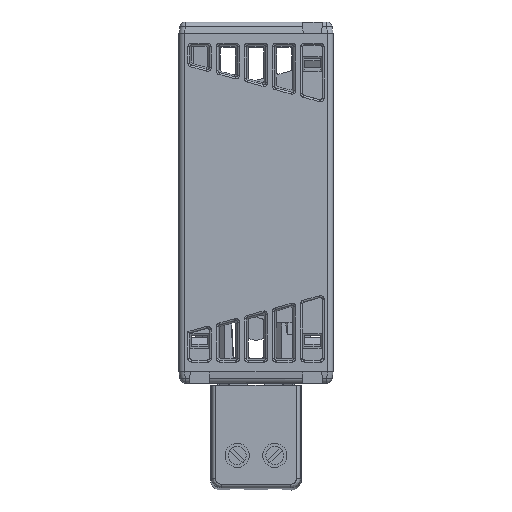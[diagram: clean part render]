
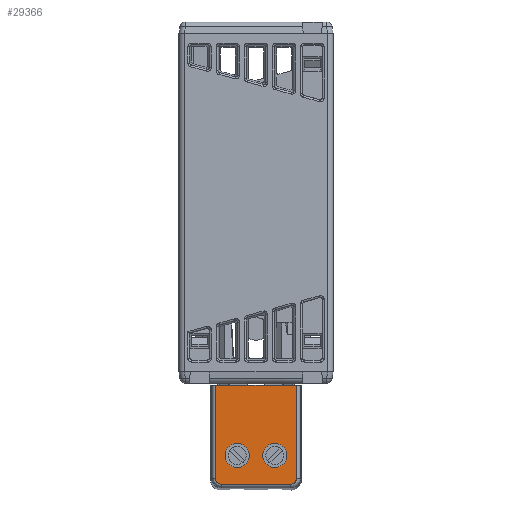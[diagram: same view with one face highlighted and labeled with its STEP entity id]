
A CAD part, front view. The second image highlights one B-rep face of the part: STEP entity #29366.
In plain terms, the highlighted planar face has unit normal (0, -1, 0).
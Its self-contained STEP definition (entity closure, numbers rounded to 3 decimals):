
#27200=DIRECTION('',(0.,0.,-1.));
#27201=VECTOR('',#27200,24.734);
#27202=CARTESIAN_POINT('',(172.024,2.368,137.2));
#27203=LINE('',#27202,#27201);
#27223=DIRECTION('',(-1.,0.,0.));
#27224=VECTOR('',#27223,18.53);
#27225=CARTESIAN_POINT('',(170.524,2.368,110.966));
#27226=LINE('',#27225,#27224);
#27264=DIRECTION('',(0.,0.,1.));
#27265=VECTOR('',#27264,24.734);
#27266=CARTESIAN_POINT('',(150.495,2.368,112.466));
#27267=LINE('',#27266,#27265);
#27277=DIRECTION('',(1.,0.,0.));
#27278=VECTOR('',#27277,21.529);
#27279=CARTESIAN_POINT('',(150.495,2.368,137.2));
#27280=LINE('',#27279,#27278);
#27656=CARTESIAN_POINT('',(170.524,2.368,110.966));
#27657=CARTESIAN_POINT('',(170.721,2.368,110.966));
#27658=CARTESIAN_POINT('',(171.113,2.368,111.044));
#27659=CARTESIAN_POINT('',(171.612,2.368,111.378));
#27660=CARTESIAN_POINT('',(171.946,2.368,111.877));
#27661=CARTESIAN_POINT('',(172.024,2.368,112.27));
#27662=CARTESIAN_POINT('',(172.024,2.368,112.466));
#27664=CARTESIAN_POINT('',(150.495,2.368,112.466));
#27665=CARTESIAN_POINT('',(150.495,2.368,112.27));
#27666=CARTESIAN_POINT('',(150.573,2.368,111.877));
#27667=CARTESIAN_POINT('',(150.906,2.368,111.378));
#27668=CARTESIAN_POINT('',(151.405,2.368,111.044));
#27669=CARTESIAN_POINT('',(151.798,2.368,110.966));
#27670=CARTESIAN_POINT('',(151.994,2.368,110.966));
#27672=CARTESIAN_POINT('',(156.259,2.368,118.575));
#27673=DIRECTION('',(0.,1.,0.));
#27674=DIRECTION('',(1.,0.,0.));
#27675=AXIS2_PLACEMENT_3D('',#27672,#27673,#27674);
#27677=CARTESIAN_POINT('',(156.259,2.368,118.575));
#27678=DIRECTION('',(0.,1.,0.));
#27679=DIRECTION('',(-1.,0.,0.));
#27680=AXIS2_PLACEMENT_3D('',#27677,#27678,#27679);
#27682=CARTESIAN_POINT('',(166.259,2.368,118.575));
#27683=DIRECTION('',(0.,1.,0.));
#27684=DIRECTION('',(-1.,0.,0.));
#27685=AXIS2_PLACEMENT_3D('',#27682,#27683,#27684);
#27687=CARTESIAN_POINT('',(166.259,2.368,118.575));
#27688=DIRECTION('',(0.,1.,0.));
#27689=DIRECTION('',(1.,0.,0.));
#27690=AXIS2_PLACEMENT_3D('',#27687,#27688,#27689);
#28029=CARTESIAN_POINT('',(159.484,2.368,118.575));
#28031=VERTEX_POINT('',#28029);
#28032=CARTESIAN_POINT('',(153.034,2.368,118.575));
#28033=VERTEX_POINT('',#28032);
#28037=CARTESIAN_POINT('',(163.034,2.368,118.575));
#28039=VERTEX_POINT('',#28037);
#28040=CARTESIAN_POINT('',(169.484,2.368,118.575));
#28041=VERTEX_POINT('',#28040);
#28052=CARTESIAN_POINT('',(170.524,2.368,110.966));
#28053=CARTESIAN_POINT('',(151.994,2.368,110.966));
#28054=VERTEX_POINT('',#28052);
#28055=VERTEX_POINT('',#28053);
#28056=VERTEX_POINT('',#27664);
#28057=VERTEX_POINT('',#27662);
#28058=CARTESIAN_POINT('',(150.495,2.368,137.2));
#28059=VERTEX_POINT('',#28058);
#28060=CARTESIAN_POINT('',(172.024,2.368,137.2));
#28061=VERTEX_POINT('',#28060);
#29343=CARTESIAN_POINT('',(150.28,2.368,110.703));
#29344=DIRECTION('',(0.,-1.,0.));
#29345=DIRECTION('',(1.,0.,0.));
#29346=AXIS2_PLACEMENT_3D('',#29343,#29344,#29345);
#29347=PLANE('',#29346);
#29348=ORIENTED_EDGE('',*,*,#28732,.F.);
#29349=ORIENTED_EDGE('',*,*,#28746,.T.);
#29350=ORIENTED_EDGE('',*,*,#28788,.F.);
#29351=ORIENTED_EDGE('',*,*,#28833,.T.);
#29352=ORIENTED_EDGE('',*,*,#28848,.T.);
#29353=ORIENTED_EDGE('',*,*,#28688,.T.);
#29354=EDGE_LOOP('',(#29348,#29349,#29350,#29351,#29352,#29353));
#29355=FACE_OUTER_BOUND('',#29354,.F.);
#29356=ORIENTED_EDGE('',*,*,#29335,.F.);
#29357=ORIENTED_EDGE('',*,*,#29322,.F.);
#29358=EDGE_LOOP('',(#29356,#29357));
#29359=FACE_BOUND('',#29358,.F.);
#29361=ORIENTED_EDGE('',*,*,#29360,.F.);
#29363=ORIENTED_EDGE('',*,*,#29362,.F.);
#29364=EDGE_LOOP('',(#29361,#29363));
#29365=FACE_BOUND('',#29364,.F.);
#29366=ADVANCED_FACE('',(#29355,#29359,#29365),#29347,.T.);
#27663=B_SPLINE_CURVE_WITH_KNOTS('',3,(#27656,#27657,#27658,#27659,#27660,
#27661,#27662),.UNSPECIFIED.,.F.,.F.,(4,1,1,1,4),(0.,0.25,0.5,0.75,
1.),.UNSPECIFIED.);
#27671=B_SPLINE_CURVE_WITH_KNOTS('',3,(#27664,#27665,#27666,#27667,#27668,
#27669,#27670),.UNSPECIFIED.,.F.,.F.,(4,1,1,1,4),(0.,0.25,0.5,0.75,
1.),.UNSPECIFIED.);
#27676=CIRCLE('',#27675,3.225);
#27681=CIRCLE('',#27680,3.225);
#27686=CIRCLE('',#27685,3.225);
#27691=CIRCLE('',#27690,3.225);
#28688=EDGE_CURVE('',#28061,#28057,#27203,.T.);
#28732=EDGE_CURVE('',#28054,#28057,#27663,.T.);
#28746=EDGE_CURVE('',#28054,#28055,#27226,.T.);
#28788=EDGE_CURVE('',#28056,#28055,#27671,.T.);
#28833=EDGE_CURVE('',#28056,#28059,#27267,.T.);
#28848=EDGE_CURVE('',#28059,#28061,#27280,.T.);
#29322=EDGE_CURVE('',#28033,#28031,#27681,.T.);
#29335=EDGE_CURVE('',#28031,#28033,#27676,.T.);
#29360=EDGE_CURVE('',#28039,#28041,#27686,.T.);
#29362=EDGE_CURVE('',#28041,#28039,#27691,.T.);
